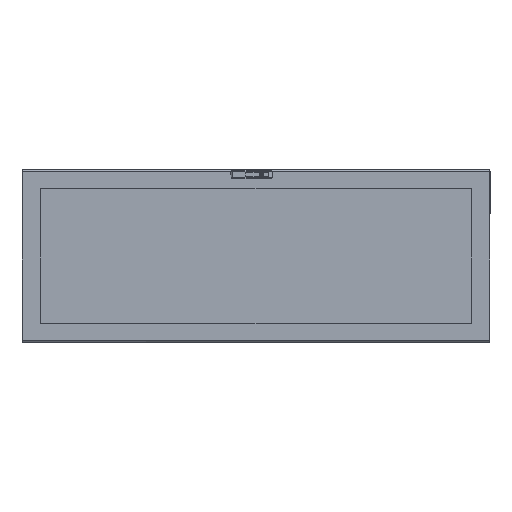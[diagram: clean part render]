
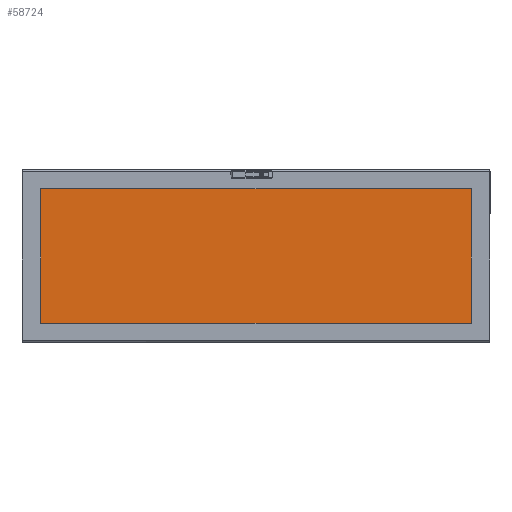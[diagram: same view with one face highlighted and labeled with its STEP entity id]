
A CAD part, top view. The second image highlights one B-rep face of the part: STEP entity #58724.
In plain terms, the highlighted planar face has unit normal (0, 0, 1).
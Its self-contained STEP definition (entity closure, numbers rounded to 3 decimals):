
#12715 = CARTESIAN_POINT ( 'NONE',  ( 1010., 330., 4. ) ) ;
#13073 = EDGE_CURVE ( 'NONE', #23496, #22582, #28086, .T. ) ;
#13079 = EDGE_CURVE ( 'NONE', #22582, #22589, #28088, .T. ) ;
#13105 = EDGE_CURVE ( 'NONE', #22589, #22673, #28070, .T. ) ;
#13108 = EDGE_CURVE ( 'NONE', #22673, #23496, #28066, .T. ) ;
#13842 = CARTESIAN_POINT ( 'NONE',  ( 1010., -330., 4. ) ) ;
#14006 = CARTESIAN_POINT ( 'NONE',  ( -1010., -330., 4. ) ) ;
#14020 = CARTESIAN_POINT ( 'NONE',  ( -1010., 330., 4. ) ) ;
#19044 = DIRECTION ( 'NONE',  ( 0., 1., 0. ) ) ;
#19050 = CARTESIAN_POINT ( 'NONE',  ( 1010., 330., 4. ) ) ;
#19052 = DIRECTION ( 'NONE',  ( 1., 0., 0. ) ) ;
#19086 = CARTESIAN_POINT ( 'NONE',  ( -1010., -330., 4. ) ) ;
#19134 = DIRECTION ( 'NONE',  ( 0., -1., 0. ) ) ;
#19154 = CARTESIAN_POINT ( 'NONE',  ( -1010., 330., 4. ) ) ;
#19157 = DIRECTION ( 'NONE',  ( -1., 0., 0. ) ) ;
#19196 = CARTESIAN_POINT ( 'NONE',  ( -1010., 330., 4. ) ) ;
#22582 = VERTEX_POINT ( 'NONE', #14020 ) ;
#22589 = VERTEX_POINT ( 'NONE', #14006 ) ;
#22673 = VERTEX_POINT ( 'NONE', #13842 ) ;
#23496 = VERTEX_POINT ( 'NONE', #12715 ) ;
#28065 = VECTOR ( 'NONE', #19044, 1000. ) ;
#28066 = LINE ( 'NONE', #19050, #28065 ) ;
#28068 = VECTOR ( 'NONE', #19052, 1000. ) ;
#28070 = LINE ( 'NONE', #19086, #28068 ) ;
#28083 = VECTOR ( 'NONE', #19134, 1000. ) ;
#28086 = LINE ( 'NONE', #19196, #28108 ) ;
#28088 = LINE ( 'NONE', #19154, #28083 ) ;
#28108 = VECTOR ( 'NONE', #19157, 1000. ) ;
#37957 = FACE_OUTER_BOUND ( 'NONE', #53631, .T. ) ;
#43116 = CARTESIAN_POINT ( 'NONE',  ( -1010., -330., 4. ) ) ;
#43867 = DIRECTION ( 'NONE',  ( 1., 0., 0. ) ) ;
#43872 = DIRECTION ( 'NONE',  ( 0., 0., 1. ) ) ;
#43877 = PLANE ( 'NONE',  #59737 ) ;
#53631 = EDGE_LOOP ( 'NONE', ( #65970, #65971, #65972, #65973 ) ) ;
#58724 = ADVANCED_FACE ( 'NONE', ( #37957 ), #43877, .T. ) ;
#59737 = AXIS2_PLACEMENT_3D ( 'NONE', #43116, #43872, #43867 ) ;
#65970 = ORIENTED_EDGE ( 'NONE', *, *, #13079, .T. ) ;
#65971 = ORIENTED_EDGE ( 'NONE', *, *, #13105, .T. ) ;
#65972 = ORIENTED_EDGE ( 'NONE', *, *, #13108, .T. ) ;
#65973 = ORIENTED_EDGE ( 'NONE', *, *, #13073, .T. ) ;
